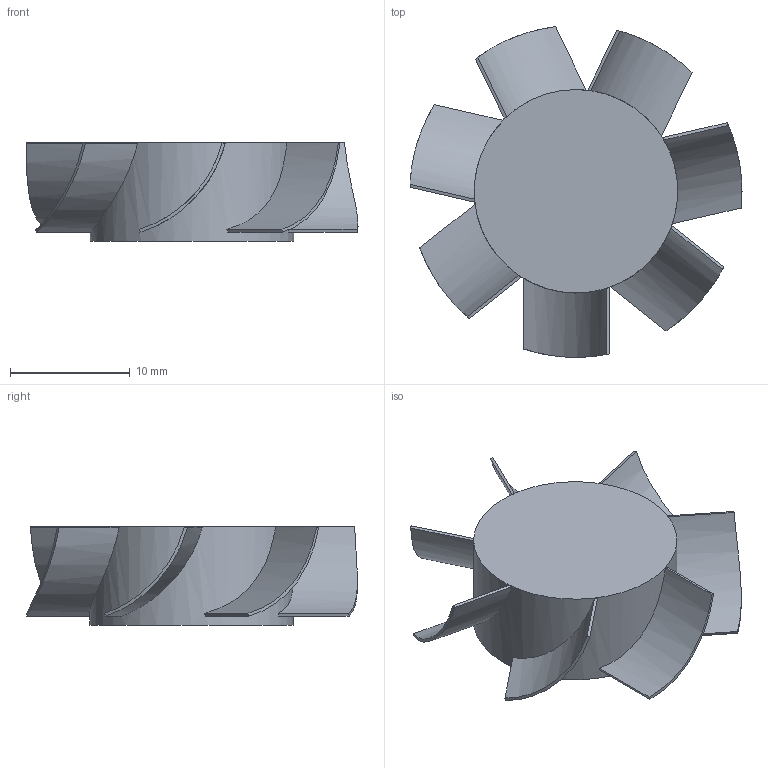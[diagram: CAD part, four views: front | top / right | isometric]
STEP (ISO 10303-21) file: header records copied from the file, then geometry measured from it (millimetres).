
FILE_DESCRIPTION(('FreeCAD Model'),'2;1');
FILE_NAME('FanBlade.step', '2016-12-19T15:49:59',('Author'),(''), 'Open CASCADE STEP processor 6.9','FreeCAD','Unknown');
FILE_SCHEMA(('AUTOMOTIVE_DESIGN_CC2 { 1 2 10303 214 -1 1 5 4 }'));
Length unit declared in the file: millimetre
Products named in the file (2): ASSEMBLY; Part_2
Assembly tree (1 placements, depth 2):
  ASSEMBLY
    Part_2
Bounding box: 27.75 x 27.64 x 8.25 mm (x, y, z)
Volume: 1974.6 mm3; surface area: 1730 mm2
Topology: 1 solids, 1 shells, 39 faces, 97 edges, 60 vertices
Faces by surface type: cylinder 23, plane 16
Full cylindrical faces by diameter (mm): 17 x1
Entity records: 5582 total; most frequent: CARTESIAN_POINT 3745, DIRECTION 288, ORIENTED_EDGE 194, PCURVE 194, DEFINITIONAL_REPRESENTATION 194, B_SPLINE_CURVE_WITH_KNOTS 122, EDGE_CURVE 97, SURFACE_CURVE 96
